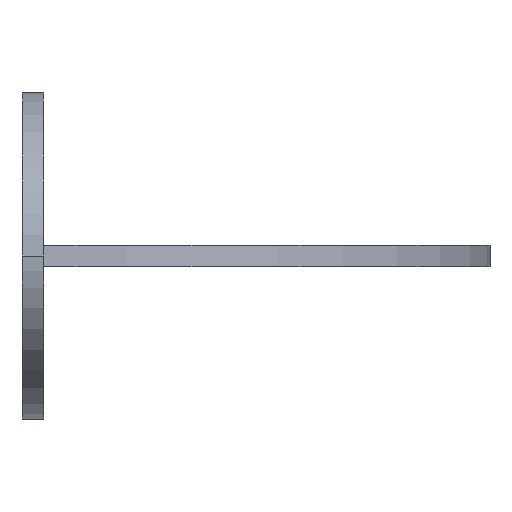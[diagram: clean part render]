
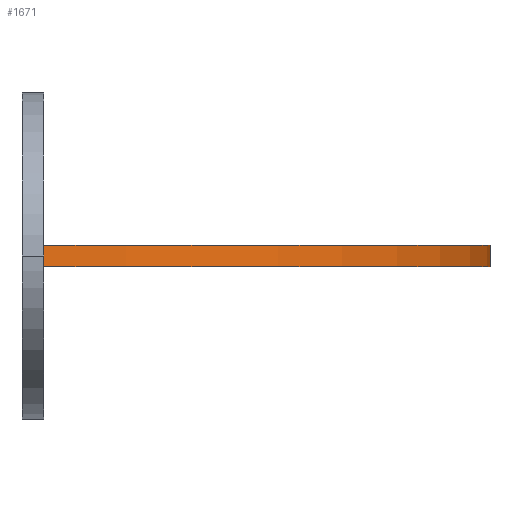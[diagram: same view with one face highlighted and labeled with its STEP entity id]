
A CAD part, front view. The second image highlights one B-rep face of the part: STEP entity #1671.
In plain terms, the highlighted cylindrical face has radius 92 mm (diameter 184 mm), a partial arc.
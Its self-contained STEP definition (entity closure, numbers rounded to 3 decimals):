
#559 = CARTESIAN_POINT ( 'NONE',  ( 82., 71.189, 2. ) ) ;
#646 = DIRECTION ( 'NONE',  ( 0., 0., -1. ) ) ;
#750 = EDGE_CURVE ( 'NONE', #13177, #1127, #4645, .T. ) ;
#1004 = CARTESIAN_POINT ( 'NONE',  ( -9.879, 66.468, -2. ) ) ;
#1127 = VERTEX_POINT ( 'NONE', #5790 ) ;
#1671 = ADVANCED_FACE ( 'NONE', ( #7072 ), #9154, .T. ) ;
#2033 = CARTESIAN_POINT ( 'NONE',  ( 82., 71.189, 2. ) ) ;
#2476 = CARTESIAN_POINT ( 'NONE',  ( 82., 71.189, -2. ) ) ;
#2893 = DIRECTION ( 'NONE',  ( 1., 0., 0. ) ) ;
#4368 = EDGE_CURVE ( 'NONE', #1127, #8500, #12404, .T. ) ;
#4394 = LINE ( 'NONE', #559, #10245 ) ;
#4645 = LINE ( 'NONE', #6159, #7082 ) ;
#4844 = CIRCLE ( 'NONE', #7586, 92. ) ;
#5790 = CARTESIAN_POINT ( 'NONE',  ( 0., -25., -2. ) ) ;
#5971 = EDGE_CURVE ( 'NONE', #10538, #8500, #4394, .T. ) ;
#5993 = DIRECTION ( 'NONE',  ( 1., 0., 0. ) ) ;
#6159 = CARTESIAN_POINT ( 'NONE',  ( 0., -25., 2. ) ) ;
#6741 = DIRECTION ( 'NONE',  ( 0., 0., -1. ) ) ;
#7072 = FACE_OUTER_BOUND ( 'NONE', #11686, .T. ) ;
#7082 = VECTOR ( 'NONE', #12272, 1000. ) ;
#7527 = ORIENTED_EDGE ( 'NONE', *, *, #750, .T. ) ;
#7586 = AXIS2_PLACEMENT_3D ( 'NONE', #10138, #11140, #5993 ) ;
#7902 = AXIS2_PLACEMENT_3D ( 'NONE', #10942, #646, #10055 ) ;
#8100 = DIRECTION ( 'NONE',  ( 0., 0., 1. ) ) ;
#8500 = VERTEX_POINT ( 'NONE', #2476 ) ;
#8735 = ORIENTED_EDGE ( 'NONE', *, *, #9247, .F. ) ;
#9154 = CYLINDRICAL_SURFACE ( 'NONE', #7902, 92. ) ;
#9247 = EDGE_CURVE ( 'NONE', #13177, #10538, #4844, .T. ) ;
#10055 = DIRECTION ( 'NONE',  ( -1., 0., 0. ) ) ;
#10138 = CARTESIAN_POINT ( 'NONE',  ( -9.879, 66.468, 2. ) ) ;
#10245 = VECTOR ( 'NONE', #6741, 1000. ) ;
#10538 = VERTEX_POINT ( 'NONE', #2033 ) ;
#10942 = CARTESIAN_POINT ( 'NONE',  ( -9.879, 66.468, 2. ) ) ;
#11140 = DIRECTION ( 'NONE',  ( 0., 0., 1. ) ) ;
#11686 = EDGE_LOOP ( 'NONE', ( #13159, #11874, #8735, #7527 ) ) ;
#11874 = ORIENTED_EDGE ( 'NONE', *, *, #5971, .F. ) ;
#12272 = DIRECTION ( 'NONE',  ( 0., 0., -1. ) ) ;
#12404 = CIRCLE ( 'NONE', #13169, 92. ) ;
#12954 = CARTESIAN_POINT ( 'NONE',  ( 0., -25., 2. ) ) ;
#13159 = ORIENTED_EDGE ( 'NONE', *, *, #4368, .T. ) ;
#13169 = AXIS2_PLACEMENT_3D ( 'NONE', #1004, #8100, #2893 ) ;
#13177 = VERTEX_POINT ( 'NONE', #12954 ) ;
